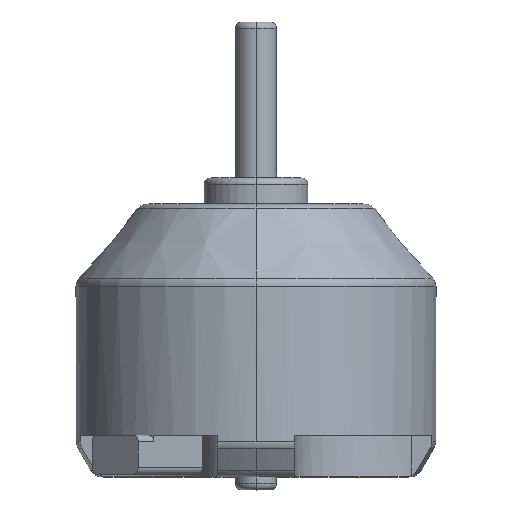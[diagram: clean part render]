
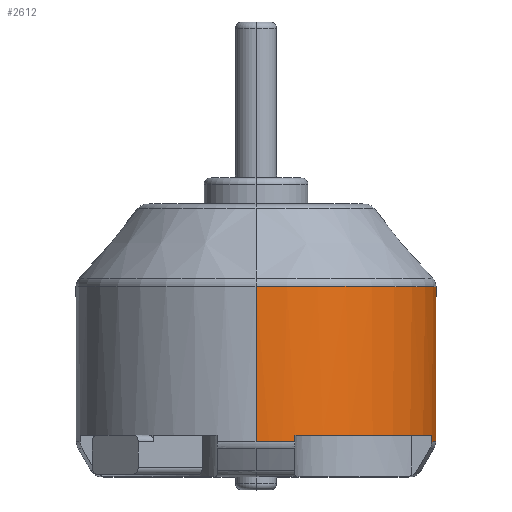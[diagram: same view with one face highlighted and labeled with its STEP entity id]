
A CAD part, top view. The second image highlights one B-rep face of the part: STEP entity #2612.
In plain terms, the highlighted cylindrical face has radius 13.85 mm (diameter 27.7 mm), a partial arc.
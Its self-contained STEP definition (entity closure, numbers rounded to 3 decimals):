
#13 = VECTOR ( 'NONE', #2179, 1000. ) ;
#51 = DIRECTION ( 'NONE',  ( 0., -1., 0. ) ) ;
#63 = VERTEX_POINT ( 'NONE', #2714 ) ;
#76 = DIRECTION ( 'NONE',  ( 0., 0., -1. ) ) ;
#83 = EDGE_CURVE ( 'NONE', #3131, #350, #3106, .T. ) ;
#167 = EDGE_CURVE ( 'NONE', #2105, #63, #2100, .T. ) ;
#174 = DIRECTION ( 'NONE',  ( 0., 1., 0. ) ) ;
#195 = CYLINDRICAL_SURFACE ( 'NONE', #208, 13.85 ) ;
#203 = AXIS2_PLACEMENT_3D ( 'NONE', #1370, #1948, #2197 ) ;
#208 = AXIS2_PLACEMENT_3D ( 'NONE', #2646, #2117, #2066 ) ;
#248 = DIRECTION ( 'NONE',  ( 0., -1., 0. ) ) ;
#258 = DIRECTION ( 'NONE',  ( 0., 1., 0. ) ) ;
#302 = DIRECTION ( 'NONE',  ( 0., -1., 0. ) ) ;
#350 = VERTEX_POINT ( 'NONE', #1770 ) ;
#430 = ORIENTED_EDGE ( 'NONE', *, *, #1769, .F. ) ;
#436 = ORIENTED_EDGE ( 'NONE', *, *, #1708, .F. ) ;
#498 = DIRECTION ( 'NONE',  ( 0., 0., -1. ) ) ;
#524 = VERTEX_POINT ( 'NONE', #2536 ) ;
#570 = CARTESIAN_POINT ( 'NONE',  ( 0., 2.693, 0. ) ) ;
#587 = CARTESIAN_POINT ( 'NONE',  ( 0., 21., 13.85 ) ) ;
#613 = ORIENTED_EDGE ( 'NONE', *, *, #3071, .T. ) ;
#627 = VECTOR ( 'NONE', #51, 1000. ) ;
#699 = LINE ( 'NONE', #2645, #3085 ) ;
#725 = ORIENTED_EDGE ( 'NONE', *, *, #1798, .F. ) ;
#742 = CARTESIAN_POINT ( 'NONE',  ( 3., 3.2, 13.521 ) ) ;
#748 = VECTOR ( 'NONE', #1629, 1000. ) ;
#784 = CARTESIAN_POINT ( 'NONE',  ( 3., 21., 13.521 ) ) ;
#803 = ORIENTED_EDGE ( 'NONE', *, *, #2209, .T. ) ;
#916 = EDGE_CURVE ( 'NONE', #1971, #3065, #3385, .T. ) ;
#1087 = CARTESIAN_POINT ( 'NONE',  ( 13.521, 3.2, 3. ) ) ;
#1149 = CARTESIAN_POINT ( 'NONE',  ( 3., 2.693, 13.521 ) ) ;
#1180 = VERTEX_POINT ( 'NONE', #3129 ) ;
#1185 = ORIENTED_EDGE ( 'NONE', *, *, #916, .T. ) ;
#1236 = VERTEX_POINT ( 'NONE', #742 ) ;
#1312 = EDGE_CURVE ( 'NONE', #1971, #1673, #699, .T. ) ;
#1370 = CARTESIAN_POINT ( 'NONE',  ( 0., 14.636, 0. ) ) ;
#1404 = CIRCLE ( 'NONE', #3392, 13.85 ) ;
#1475 = VERTEX_POINT ( 'NONE', #1149 ) ;
#1609 = DIRECTION ( 'NONE',  ( 0., 0., -1. ) ) ;
#1622 = DIRECTION ( 'NONE',  ( 0., 0., -1. ) ) ;
#1629 = DIRECTION ( 'NONE',  ( 0., -1., 0. ) ) ;
#1635 = CARTESIAN_POINT ( 'NONE',  ( 13.521, 2.693, 3. ) ) ;
#1673 = VERTEX_POINT ( 'NONE', #1087 ) ;
#1685 = ORIENTED_EDGE ( 'NONE', *, *, #1911, .F. ) ;
#1708 = EDGE_CURVE ( 'NONE', #2938, #3065, #2018, .T. ) ;
#1769 = EDGE_CURVE ( 'NONE', #2105, #1180, #2178, .T. ) ;
#1770 = CARTESIAN_POINT ( 'NONE',  ( 0., 2.693, 13.85 ) ) ;
#1787 = FACE_OUTER_BOUND ( 'NONE', #2616, .T. ) ;
#1798 = EDGE_CURVE ( 'NONE', #524, #63, #2751, .T. ) ;
#1820 = CARTESIAN_POINT ( 'NONE',  ( 0., 14.636, 13.85 ) ) ;
#1831 = ORIENTED_EDGE ( 'NONE', *, *, #1312, .F. ) ;
#1840 = CARTESIAN_POINT ( 'NONE',  ( 0., 2.693, 0. ) ) ;
#1845 = ORIENTED_EDGE ( 'NONE', *, *, #3455, .F. ) ;
#1846 = ORIENTED_EDGE ( 'NONE', *, *, #83, .T. ) ;
#1894 = CARTESIAN_POINT ( 'NONE',  ( 0., 3.2, 0. ) ) ;
#1911 = EDGE_CURVE ( 'NONE', #1180, #2938, #2032, .T. ) ;
#1948 = DIRECTION ( 'NONE',  ( 0., -1., 0. ) ) ;
#1968 = CARTESIAN_POINT ( 'NONE',  ( 0., 21., -13.85 ) ) ;
#1971 = VERTEX_POINT ( 'NONE', #1635 ) ;
#2018 = LINE ( 'NONE', #2257, #627 ) ;
#2032 = CIRCLE ( 'NONE', #2978, 13.85 ) ;
#2065 = CARTESIAN_POINT ( 'NONE',  ( 0., 3.2, 0. ) ) ;
#2066 = DIRECTION ( 'NONE',  ( 0., 0., -1. ) ) ;
#2100 = CIRCLE ( 'NONE', #2909, 13.85 ) ;
#2105 = VERTEX_POINT ( 'NONE', #3408 ) ;
#2117 = DIRECTION ( 'NONE',  ( 0., -1., 0. ) ) ;
#2178 = LINE ( 'NONE', #3289, #3428 ) ;
#2179 = DIRECTION ( 'NONE',  ( 0., -1., 0. ) ) ;
#2197 = DIRECTION ( 'NONE',  ( 0., 0., 1. ) ) ;
#2209 = EDGE_CURVE ( 'NONE', #350, #1475, #1404, .T. ) ;
#2257 = CARTESIAN_POINT ( 'NONE',  ( 13.521, 21., -3. ) ) ;
#2295 = ORIENTED_EDGE ( 'NONE', *, *, #2884, .F. ) ;
#2378 = AXIS2_PLACEMENT_3D ( 'NONE', #1894, #248, #1622 ) ;
#2421 = DIRECTION ( 'NONE',  ( 0., 1., 0. ) ) ;
#2434 = LINE ( 'NONE', #784, #13 ) ;
#2526 = CARTESIAN_POINT ( 'NONE',  ( 13.521, 2.693, -3. ) ) ;
#2536 = CARTESIAN_POINT ( 'NONE',  ( 0., 14.636, -13.85 ) ) ;
#2612 = ADVANCED_FACE ( 'NONE', ( #1787 ), #195, .T. ) ;
#2616 = EDGE_LOOP ( 'NONE', ( #613, #1846, #803, #1845, #2295, #1831, #1185, #436, #1685, #430, #3020, #725 ) ) ;
#2645 = CARTESIAN_POINT ( 'NONE',  ( 13.521, 21., 3. ) ) ;
#2646 = CARTESIAN_POINT ( 'NONE',  ( 0., 21., 0. ) ) ;
#2695 = CARTESIAN_POINT ( 'NONE',  ( 13.521, 3.2, -3. ) ) ;
#2699 = DIRECTION ( 'NONE',  ( 0., 1., 0. ) ) ;
#2714 = CARTESIAN_POINT ( 'NONE',  ( 0., 2.693, -13.85 ) ) ;
#2751 = LINE ( 'NONE', #1968, #748 ) ;
#2884 = EDGE_CURVE ( 'NONE', #1673, #1236, #3018, .T. ) ;
#2892 = CIRCLE ( 'NONE', #203, 13.85 ) ;
#2909 = AXIS2_PLACEMENT_3D ( 'NONE', #1840, #174, #498 ) ;
#2915 = DIRECTION ( 'NONE',  ( 0., 1., 0. ) ) ;
#2938 = VERTEX_POINT ( 'NONE', #2695 ) ;
#2963 = DIRECTION ( 'NONE',  ( 0., 0., -1. ) ) ;
#2978 = AXIS2_PLACEMENT_3D ( 'NONE', #2065, #3175, #76 ) ;
#3018 = CIRCLE ( 'NONE', #2378, 13.85 ) ;
#3019 = CARTESIAN_POINT ( 'NONE',  ( 0., 2.693, 0. ) ) ;
#3020 = ORIENTED_EDGE ( 'NONE', *, *, #167, .T. ) ;
#3065 = VERTEX_POINT ( 'NONE', #2526 ) ;
#3071 = EDGE_CURVE ( 'NONE', #524, #3131, #2892, .T. ) ;
#3085 = VECTOR ( 'NONE', #2915, 1000. ) ;
#3106 = LINE ( 'NONE', #587, #3594 ) ;
#3129 = CARTESIAN_POINT ( 'NONE',  ( 3., 3.2, -13.521 ) ) ;
#3131 = VERTEX_POINT ( 'NONE', #1820 ) ;
#3175 = DIRECTION ( 'NONE',  ( 0., -1., 0. ) ) ;
#3256 = AXIS2_PLACEMENT_3D ( 'NONE', #3019, #2421, #2963 ) ;
#3289 = CARTESIAN_POINT ( 'NONE',  ( 3., 21., -13.521 ) ) ;
#3385 = CIRCLE ( 'NONE', #3256, 13.85 ) ;
#3392 = AXIS2_PLACEMENT_3D ( 'NONE', #570, #2699, #1609 ) ;
#3408 = CARTESIAN_POINT ( 'NONE',  ( 3., 2.693, -13.521 ) ) ;
#3428 = VECTOR ( 'NONE', #258, 1000. ) ;
#3455 = EDGE_CURVE ( 'NONE', #1236, #1475, #2434, .T. ) ;
#3594 = VECTOR ( 'NONE', #302, 1000. ) ;
